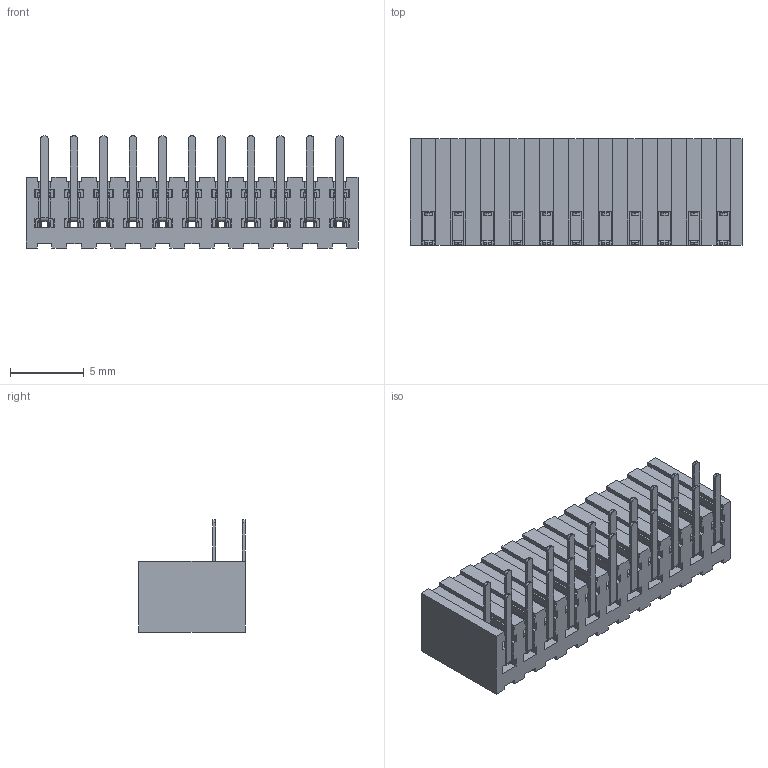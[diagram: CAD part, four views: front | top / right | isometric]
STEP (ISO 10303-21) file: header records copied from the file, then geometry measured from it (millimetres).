
FILE_DESCRIPTION( ('This file contains a STEP AP42 implementation' ,'as created by ZW3D STEP Interface translator.') ,'2;1' );
FILE_NAME( '2272T-2XXRXXCUNX3.stp' ,'23 412.171750', (''), ('ZWCAD Software Co.'), 'Version 1.0', 'ZW3D to STEP translator', '' );
FILE_SCHEMA(('AUTOMOTIVE_DESIGN { 1 0 10303 214 1 1 1 1 }'));
Length unit declared in the file: millimetre
Products named in the file (2): 0; 2272T-220RXXCUNX3001
Bounding box: 22.5 x 7.2 x 7.6 mm (x, y, z)
Volume: 583.6 mm3; surface area: 1885.1 mm2
Topology: 1 solids, 1 shells, 1953 faces, 6183 edges, 4166 vertices
Faces by surface type: plane 1293, cylinder 418, bspline 242
Entity records: 94230 total; most frequent: CARTESIAN_POINT 50148, ORIENTED_EDGE 12366, EDGE_CURVE 6183, B_SPLINE_CURVE_WITH_KNOTS 6007, VERTEX_POINT 4166, DIRECTION 3600, EDGE_LOOP 2019, FACE_OUTER_BOUND 1953
